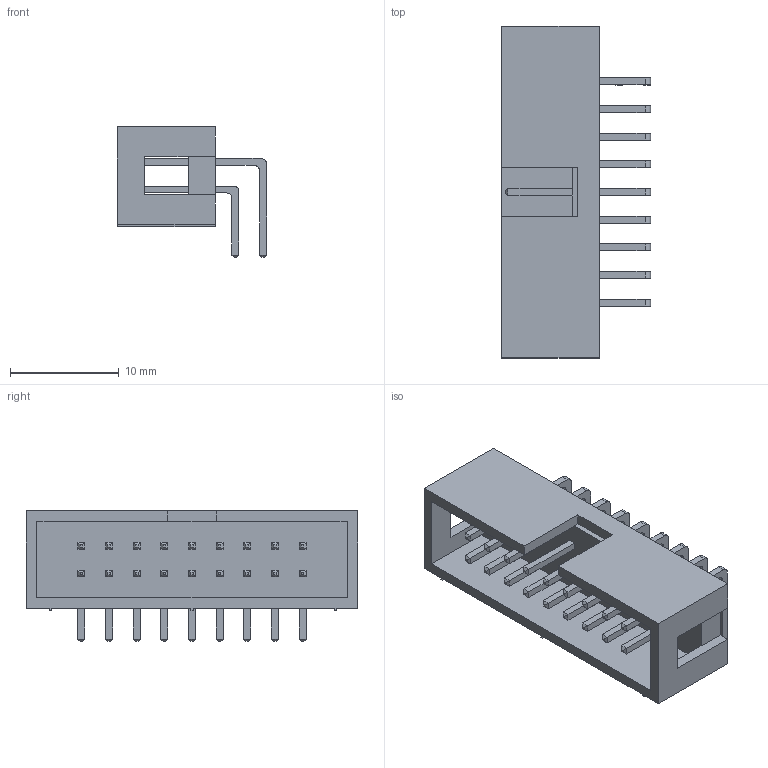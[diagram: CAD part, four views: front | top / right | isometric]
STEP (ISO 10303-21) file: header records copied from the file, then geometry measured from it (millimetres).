
FILE_DESCRIPTION(('FreeCAD Model'),'2;1');
FILE_NAME('Box_Header_Angled_2x09.step', '2019-08-17T23:07:26',('Author'),(''), 'Open CASCADE STEP processor 6.8','FreeCAD','Unknown');
FILE_SCHEMA(('AUTOMOTIVE_DESIGN_CC2 { 1 2 10303 214 -1 1 5 4 }'));
Length unit declared in the file: millimetre
Products named in the file (1): Box_Header_Angled_2x09
Bounding box: 13.7 x 30.48 x 12 mm (x, y, z)
Volume: 1218.9 mm3; surface area: 2408.9 mm2
Topology: 1 solids, 1 shells, 432 faces, 1044 edges, 646 vertices
Faces by surface type: plane 396, cylinder 36
Entity records: 15245 total; most frequent: CARTESIAN_POINT 2123, ORIENTED_EDGE 2088, DIRECTION 1982, EDGE_CURVE 1044, LINE 972, VECTOR 972, VERTEX_POINT 646, AXIS2_PLACEMENT_3D 505
